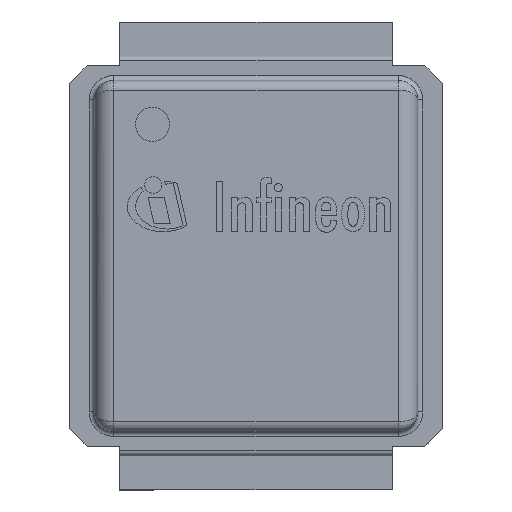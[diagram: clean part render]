
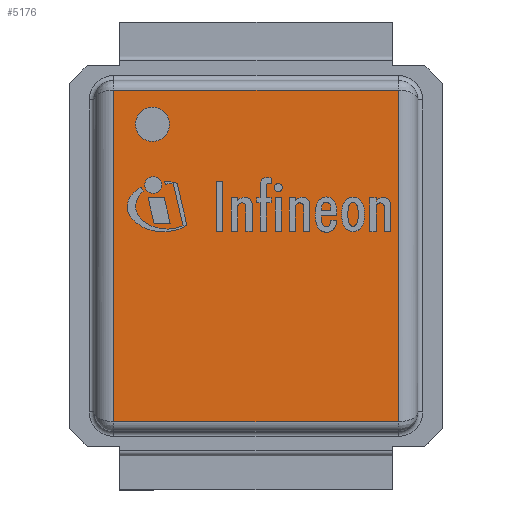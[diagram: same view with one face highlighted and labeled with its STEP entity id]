
A CAD part, top view. The second image highlights one B-rep face of the part: STEP entity #5176.
In plain terms, the highlighted face is planar.
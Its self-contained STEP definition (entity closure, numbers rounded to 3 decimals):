
#276=FACE_OUTER_BOUND('',#578,.T.);
#578=EDGE_LOOP('',(#3570,#3571,#3572,#3573));
#930=LINE('',#8141,#1373);
#933=LINE('',#8148,#1376);
#934=LINE('',#8152,#1377);
#935=LINE('',#8153,#1378);
#1373=VECTOR('',#6368,3.4);
#1376=VECTOR('',#6375,2.92);
#1377=VECTOR('',#6380,2.92);
#1378=VECTOR('',#6381,3.4);
#2150=VERTEX_POINT('',#8114);
#2151=VERTEX_POINT('',#8137);
#2153=VERTEX_POINT('',#8147);
#2154=VERTEX_POINT('',#8151);
#2702=EDGE_CURVE('',#2150,#2151,#930,.T.);
#2705=EDGE_CURVE('',#2153,#2151,#933,.T.);
#2707=EDGE_CURVE('',#2154,#2150,#934,.T.);
#2708=EDGE_CURVE('',#2153,#2154,#935,.T.);
#3570=ORIENTED_EDGE('',*,*,#2702,.F.);
#3571=ORIENTED_EDGE('',*,*,#2707,.F.);
#3572=ORIENTED_EDGE('',*,*,#2708,.F.);
#3573=ORIENTED_EDGE('',*,*,#2705,.T.);
#4924=PLANE('',#5553);
#5176=ADVANCED_FACE('',(#276),#4924,.T.);
#5553=AXIS2_PLACEMENT_3D('',#8150,#6378,#6379);
#6368=DIRECTION('',(0.,1.,0.));
#6375=DIRECTION('',(1.,0.,0.));
#6378=DIRECTION('center_axis',(0.,0.,-1.));
#6379=DIRECTION('ref_axis',(0.,1.,0.));
#6380=DIRECTION('',(1.,0.,0.));
#6381=DIRECTION('',(0.,-1.,0.));
#8114=CARTESIAN_POINT('',(1.46,-1.7,-0.646));
#8137=CARTESIAN_POINT('',(1.46,1.7,-0.646));
#8141=CARTESIAN_POINT('',(1.46,-0.85,-0.646));
#8147=CARTESIAN_POINT('',(-1.46,1.7,-0.646));
#8148=CARTESIAN_POINT('',(0.,1.7,-0.646));
#8150=CARTESIAN_POINT('Origin',(0.,-1.7,-0.646));
#8151=CARTESIAN_POINT('',(-1.46,-1.7,-0.646));
#8152=CARTESIAN_POINT('',(0.,-1.7,-0.646));
#8153=CARTESIAN_POINT('',(-1.46,-0.85,-0.646));
